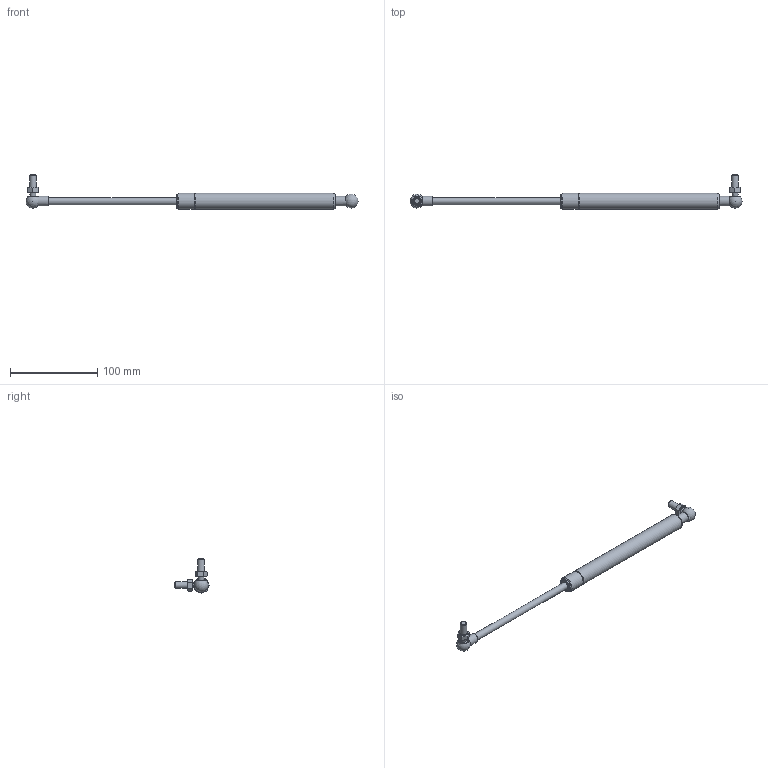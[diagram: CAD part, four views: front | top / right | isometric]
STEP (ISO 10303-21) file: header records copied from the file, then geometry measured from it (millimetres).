
FILE_DESCRIPTION(/* description */ (''),/* implementation_level */ '2;1');
FILE_NAME(/* name */ 'SBG-365-B.stp',/* time_stamp */ '2026-02-11T11:12:04+09:00',/* author */ ('user'),/* organization */ (''),/* preprocessor_version */ 'ST-DEVELOPER v15.6',/* originating_system */ 'Autodesk Inventor 2015',/* authorisation */ '');
FILE_SCHEMA (('AUTOMOTIVE_DESIGN { 1 0 10303 214 3 1 1 }'));
Length unit declared in the file: millimetre
Products named in the file (7): SBG-365-B (3); SBG-365-B (2); SBG-365-B (1); 링크볼_B-3; 링크볼_B-2; 링크볼_B; SBG-365-B
Bounding box: 380.88 x 39.07 x 39.07 mm (x, y, z)
Volume: 36741.9 mm3; surface area: 30426 mm2
Topology: 7 solids, 7 shells, 111 faces, 234 edges, 148 vertices
Faces by surface type: plane 53, cone 24, cylinder 21, torus 7, sphere 6
Full cylindrical faces by diameter (mm): 2 x1, 4.917 x2, 6 x4, 7.8 x2, 8 x2, 11 x2, 12 x1, 14 x3, 16 x1, 17 x1, 18 x2
Entity records: 1852 total; most frequent: CARTESIAN_POINT 331, DIRECTION 313, ORIENTED_EDGE 200, AXIS2_PLACEMENT_3D 146, EDGE_LOOP 116, EDGE_CURVE 100, VERTEX_POINT 80, ADVANCED_FACE 72
